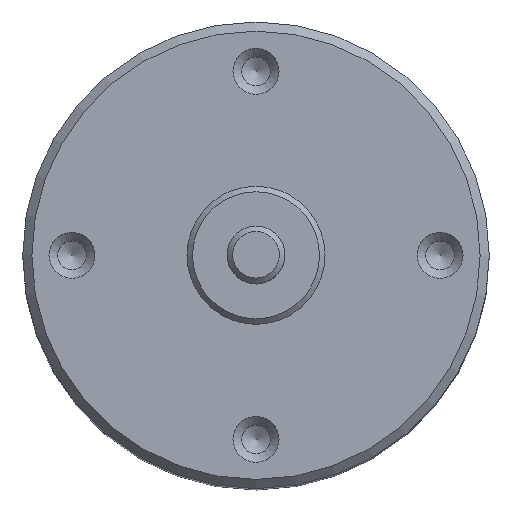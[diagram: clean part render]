
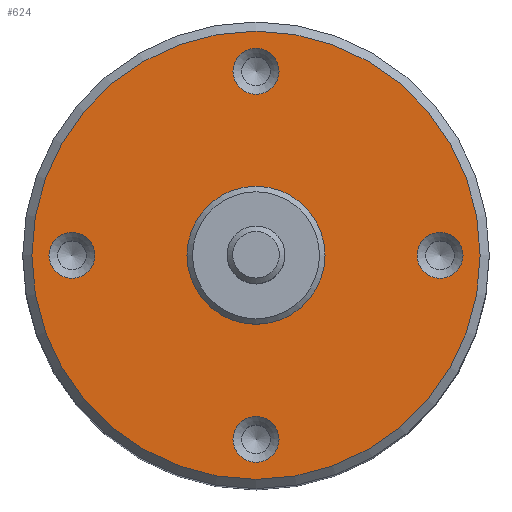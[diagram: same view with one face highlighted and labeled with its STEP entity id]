
A CAD part, top view. The second image highlights one B-rep face of the part: STEP entity #624.
In plain terms, the highlighted planar face has unit normal (0, 0, 1).
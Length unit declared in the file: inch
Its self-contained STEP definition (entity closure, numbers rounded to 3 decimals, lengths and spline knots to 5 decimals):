
#74=PLANE('',#700);
#101=FACE_BOUND('',#223,.T.);
#102=FACE_BOUND('',#224,.T.);
#103=FACE_BOUND('',#225,.T.);
#104=FACE_BOUND('',#226,.T.);
#105=FACE_BOUND('',#227,.T.);
#152=FACE_OUTER_BOUND('',#222,.T.);
#222=EDGE_LOOP('',(#483));
#223=EDGE_LOOP('',(#484));
#224=EDGE_LOOP('',(#485));
#225=EDGE_LOOP('',(#486));
#226=EDGE_LOOP('',(#487));
#227=EDGE_LOOP('',(#488));
#295=CIRCLE('',#699,1.218);
#296=CIRCLE('',#701,0.375);
#297=CIRCLE('',#702,0.125);
#298=CIRCLE('',#703,0.125);
#299=CIRCLE('',#704,0.125);
#300=CIRCLE('',#705,0.125);
#338=VERTEX_POINT('',#995);
#339=VERTEX_POINT('',#998);
#340=VERTEX_POINT('',#1000);
#341=VERTEX_POINT('',#1002);
#342=VERTEX_POINT('',#1004);
#343=VERTEX_POINT('',#1006);
#397=EDGE_CURVE('',#338,#338,#295,.T.);
#398=EDGE_CURVE('',#339,#339,#296,.T.);
#399=EDGE_CURVE('',#340,#340,#297,.T.);
#400=EDGE_CURVE('',#341,#341,#298,.T.);
#401=EDGE_CURVE('',#342,#342,#299,.T.);
#402=EDGE_CURVE('',#343,#343,#300,.T.);
#483=ORIENTED_EDGE('',*,*,#397,.F.);
#484=ORIENTED_EDGE('',*,*,#398,.T.);
#485=ORIENTED_EDGE('',*,*,#399,.T.);
#486=ORIENTED_EDGE('',*,*,#400,.T.);
#487=ORIENTED_EDGE('',*,*,#401,.T.);
#488=ORIENTED_EDGE('',*,*,#402,.T.);
#624=ADVANCED_FACE('',(#152,#101,#102,#103,#104,#105),#74,.T.);
#699=AXIS2_PLACEMENT_3D('',#996,#825,#826);
#700=AXIS2_PLACEMENT_3D('',#997,#827,#828);
#701=AXIS2_PLACEMENT_3D('',#999,#829,#830);
#702=AXIS2_PLACEMENT_3D('',#1001,#831,#832);
#703=AXIS2_PLACEMENT_3D('',#1003,#833,#834);
#704=AXIS2_PLACEMENT_3D('',#1005,#835,#836);
#705=AXIS2_PLACEMENT_3D('',#1007,#837,#838);
#825=DIRECTION('center_axis',(0.,0.,-1.));
#826=DIRECTION('ref_axis',(-1.,0.,0.));
#827=DIRECTION('center_axis',(0.,0.,1.));
#828=DIRECTION('ref_axis',(1.,0.,0.));
#829=DIRECTION('center_axis',(0.,0.,-1.));
#830=DIRECTION('ref_axis',(-1.,0.,0.));
#831=DIRECTION('center_axis',(0.,0.,-1.));
#832=DIRECTION('ref_axis',(1.,0.,0.));
#833=DIRECTION('center_axis',(0.,0.,-1.));
#834=DIRECTION('ref_axis',(0.,1.,0.));
#835=DIRECTION('center_axis',(0.,0.,-1.));
#836=DIRECTION('ref_axis',(-1.,0.,0.));
#837=DIRECTION('center_axis',(0.,0.,-1.));
#838=DIRECTION('ref_axis',(0.,-1.,0.));
#995=CARTESIAN_POINT('',(1.218,0.,2.1575));
#996=CARTESIAN_POINT('Origin',(0.,0.,2.1575));
#997=CARTESIAN_POINT('Origin',(0.,0.,2.1575));
#998=CARTESIAN_POINT('',(0.375,0.,2.1575));
#999=CARTESIAN_POINT('Origin',(0.,0.,2.1575));
#1000=CARTESIAN_POINT('',(0.125,-1.,2.1575));
#1001=CARTESIAN_POINT('Origin',(0.,-1.,2.1575));
#1002=CARTESIAN_POINT('',(1.,0.125,2.1575));
#1003=CARTESIAN_POINT('Origin',(1.,0.,2.1575));
#1004=CARTESIAN_POINT('',(-0.125,1.,2.1575));
#1005=CARTESIAN_POINT('Origin',(0.,1.,2.1575));
#1006=CARTESIAN_POINT('',(-1.,-0.125,2.1575));
#1007=CARTESIAN_POINT('Origin',(-1.,0.,2.1575));
